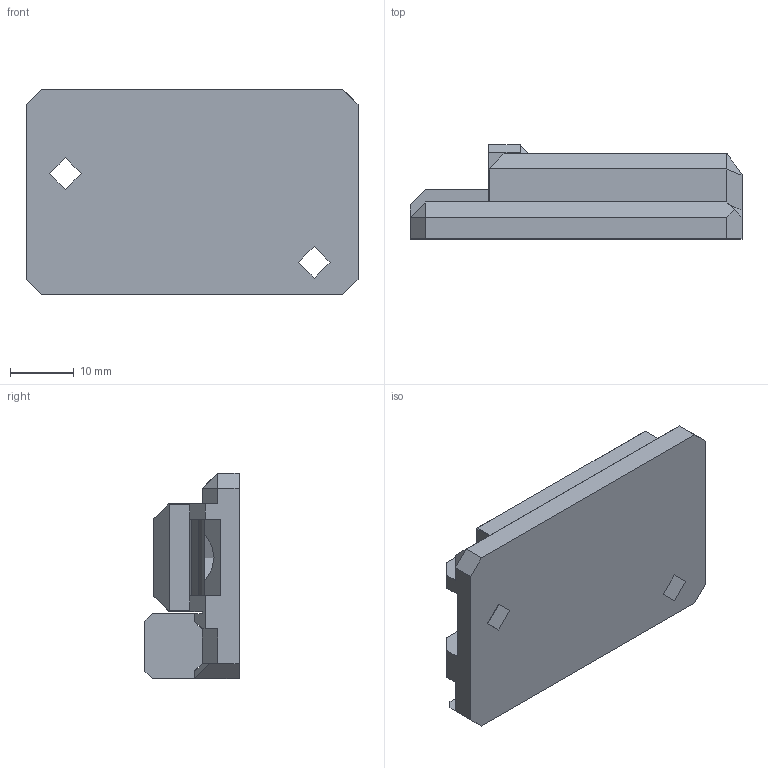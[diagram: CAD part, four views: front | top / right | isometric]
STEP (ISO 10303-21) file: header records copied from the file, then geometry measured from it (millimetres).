
FILE_DESCRIPTION(/* description */ (''),/* implementation_level */ '2;1');
FILE_NAME(/* name */ 'Front Y Belt Holder.step',/* time_stamp */ '2024-04-04T08:27:13-04:00',/* author */ (''),/* organization */ (''),/* preprocessor_version */ 'ST-DEVELOPER v20',/* originating_system */ 'Autodesk Translation Framework v12.20.1.177',/* authorisation */ '');
FILE_SCHEMA (('AUTOMOTIVE_DESIGN { 1 0 10303 214 3 1 1 }'));
Length unit declared in the file: inch
Products named in the file (4): Front Y Belt Holder; Base; Slide; Endstop Slide
Assembly tree (3 placements, depth 2):
  Front Y Belt Holder
    Base
    Slide
    Endstop Slide
Bounding box: 52.24 x 14.84 x 32.41 mm (x, y, z)
Volume: 14070.2 mm3; surface area: 9538.4 mm2
Topology: 3 solids, 3 shells, 126 faces, 335 edges, 214 vertices
Faces by surface type: plane 113, cylinder 11, torus 2
Full cylindrical faces by diameter (mm): 4.5 x1, 5 x1, 5.004 x1, 10.5 x1
Entity records: 3971 total; most frequent: CARTESIAN_POINT 711, ORIENTED_EDGE 668, DIRECTION 622, EDGE_CURVE 334, LINE 300, VECTOR 300, VERTEX_POINT 214, AXIS2_PLACEMENT_3D 161
